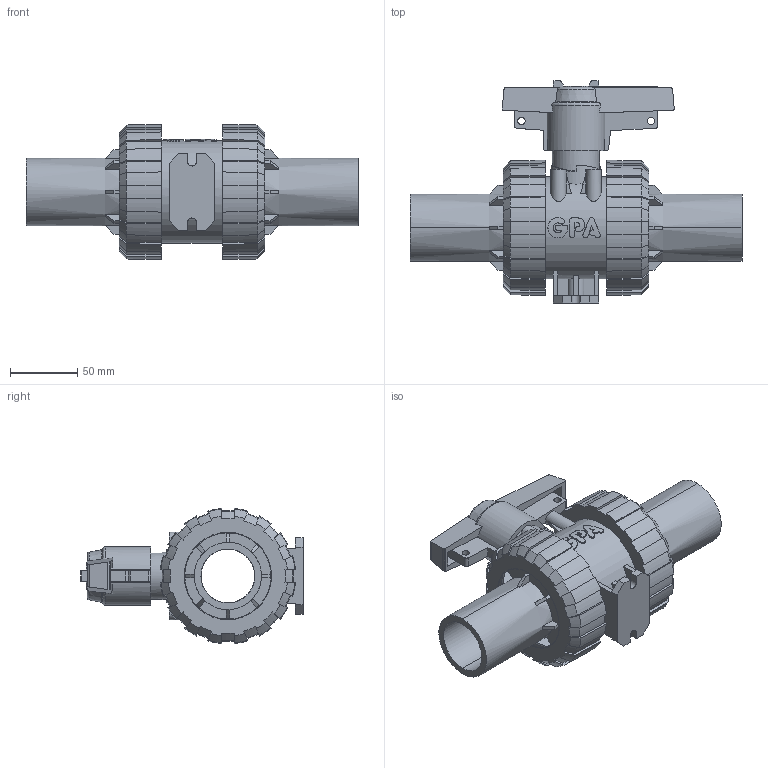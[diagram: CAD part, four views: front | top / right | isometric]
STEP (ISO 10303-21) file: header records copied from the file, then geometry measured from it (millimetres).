
FILE_DESCRIPTION(/* description */ ('PVC Ball Valve type M1 with EPDM gasket and long PE SDR11 spigots, Ø50/DN40 , PN10'),/* implementation_level */ '2;1');
FILE_NAME(/* name */ 'M1BEU-E-050',/* time_stamp */ '2021-11-25T13:21:37+01:00',/* author */ ('COAB Solutions'),/* organization */ ('GPA Flowsystem'),/* preprocessor_version */ 'ST-DEVELOPER v18.1',/* originating_system */ 'www.coabsolutions.com',/* authorisation */ 'unknown authorization');
FILE_SCHEMA (('AUTOMOTIVE_DESIGN { 1 0 10303 214 3 1 1 }'));
Length unit declared in the file: millimetre
Products named in the file (1): M1DU-E-050
Bounding box: 247 x 165.37 x 100.56 mm (x, y, z)
Volume: 725209.6 mm3; surface area: 178560.7 mm2
Topology: 1 solids, 1 shells, 525 faces, 1516 edges, 1007 vertices
Faces by surface type: plane 264, cone 156, cylinder 60, bspline 37, torus 8
Full cylindrical faces by diameter (mm): 5.5 x2, 11.4 x4, 35 x1, 50 x1, 65 x2, 76.2 x1, 77.2 x2
Entity records: 21087 total; most frequent: CARTESIAN_POINT 7771, ORIENTED_EDGE 3032, DIRECTION 2491, EDGE_CURVE 1516, VERTEX_POINT 1007, AXIS2_PLACEMENT_3D 912, LINE 667, VECTOR 667
